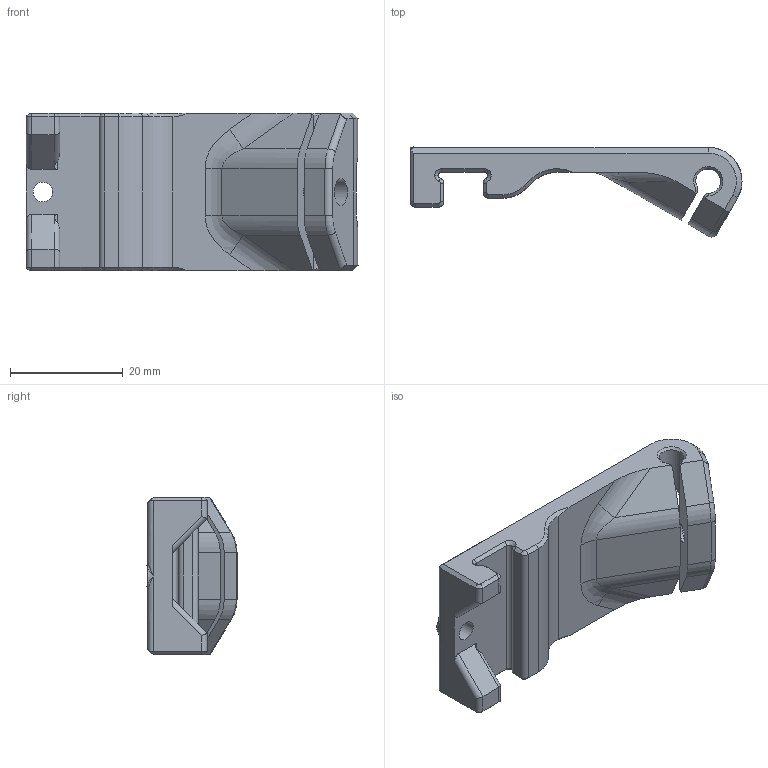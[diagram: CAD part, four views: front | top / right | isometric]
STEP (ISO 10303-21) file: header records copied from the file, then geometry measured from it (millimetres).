
FILE_DESCRIPTION(/* description */ (''),/* implementation_level */ '2;1');
FILE_NAME(/* name */ 'PTFE_Holder.step',/* time_stamp */ '2023-01-18T21:18:44-08:00',/* author */ (''),/* organization */ (''),/* preprocessor_version */ 'ST-DEVELOPER v19.2',/* originating_system */ 'Autodesk Translation Framework v11.17.0.187',/* authorisation */ '');
FILE_SCHEMA (('AUTOMOTIVE_DESIGN { 1 0 10303 214 3 1 1 }'));
Length unit declared in the file: millimetre
Products named in the file (1): PTFE_Holder
Bounding box: 59 x 16.01 x 28 mm (x, y, z)
Volume: 10358.2 mm3; surface area: 5573 mm2
Topology: 1 solids, 1 shells, 150 faces, 361 edges, 212 vertices
Faces by surface type: plane 52, cylinder 51, cone 28, bspline 17, torus 2
Full cylindrical faces by diameter (mm): 3.5 x3, 4.7 x1, 6 x1
Entity records: 4921 total; most frequent: CARTESIAN_POINT 1429, DIRECTION 735, ORIENTED_EDGE 718, EDGE_CURVE 359, AXIS2_PLACEMENT_3D 268, VERTEX_POINT 212, LINE 199, VECTOR 199
